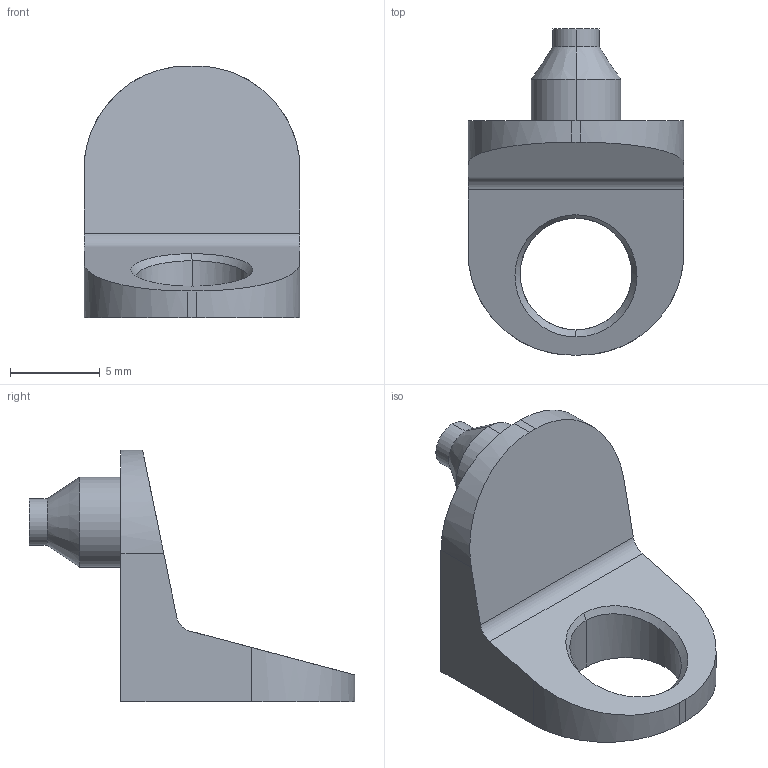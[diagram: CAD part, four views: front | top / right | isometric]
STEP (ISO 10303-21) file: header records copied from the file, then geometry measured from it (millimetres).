
FILE_DESCRIPTION (( 'STEP AP214' ), '1' );
FILE_NAME ('F002547_3D.step', '2022-11-21T18:15:43', ( '' ), ( '' ), 'SwSTEP 2.0', 'SolidWorks 2020', '' );
FILE_SCHEMA (( 'AUTOMOTIVE_DESIGN' ));
Length unit declared in the file: millimetre
Products named in the file (1): F002547_3D
Bounding box: 12 x 18.1 x 14 mm (x, y, z)
Volume: 693.2 mm3; surface area: 696.9 mm2
Topology: 1 solids, 1 shells, 24 faces, 57 edges, 36 vertices
Faces by surface type: cylinder 11, plane 9, bspline 2, cone 2
Entity records: 1251 total; most frequent: CARTESIAN_POINT 672, ORIENTED_EDGE 114, DIRECTION 109, EDGE_CURVE 57, AXIS2_PLACEMENT_3D 39, VERTEX_POINT 36, VECTOR 31, LINE 31
